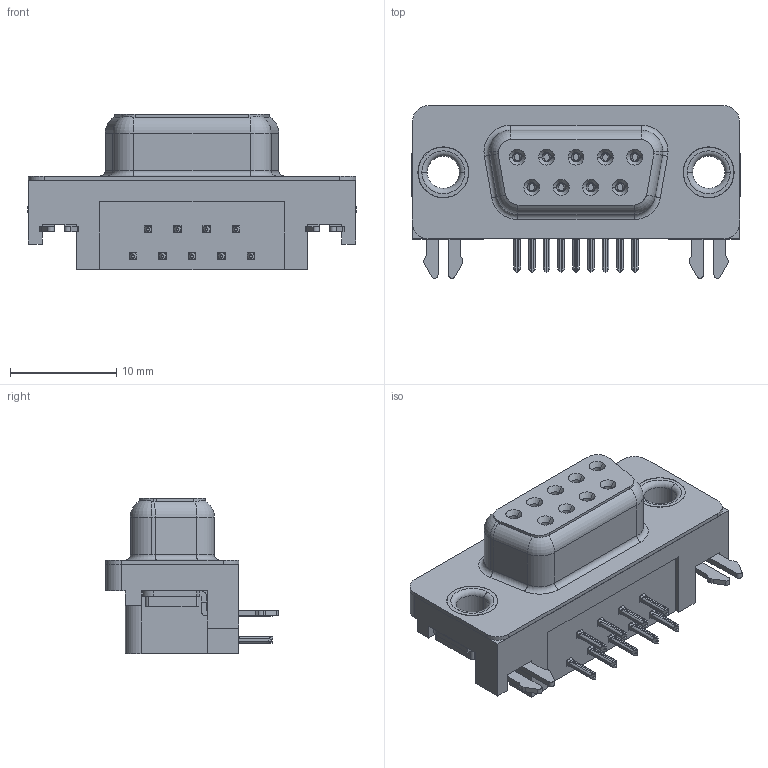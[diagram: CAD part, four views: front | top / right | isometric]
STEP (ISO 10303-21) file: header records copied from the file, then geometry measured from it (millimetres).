
FILE_DESCRIPTION (( 'STEP AP203' ), '1' );
FILE_NAME ('624-009-261-031.STEP', '2018-11-06T19:03:31', ( '' ), ( '' ), 'SwSTEP 2.0', 'SolidWorks 2016', '' );
FILE_SCHEMA (( 'CONFIG_CONTROL_DESIGN' ));
Length unit declared in the file: millimetre
Products named in the file (7): 624 Housing_9 Socket; 624 Shell_9 Socket; 624 Socket Bottom; 624 Contact Top; 624 2 Prong Board Lock; 624 Thru Hole Rivet; 624-009-261-031
Assembly tree (15 placements, depth 2):
  624-009-261-031
    624 Housing_9 Socket
    624 Shell_9 Socket
    624 Socket Bottom  x4
    624 Contact Top  x5
    624 2 Prong Board Lock  x2
    624 Thru Hole Rivet  x2
Bounding box: 30.89 x 16.25 x 14.6 mm (x, y, z)
Volume: 2933.7 mm3; surface area: 4373.4 mm2
Topology: 15 solids, 15 shells, 1512 faces, 3978 edges, 2512 vertices
Faces by surface type: plane 670, cylinder 392, bspline 308, cone 108, torus 34
Entity records: 21378 total; most frequent: CARTESIAN_POINT 6647, ORIENTED_EDGE 2998, DIRECTION 2630, EDGE_CURVE 1499, VERTEX_POINT 954, LINE 898, VECTOR 898, AXIS2_PLACEMENT_3D 866
